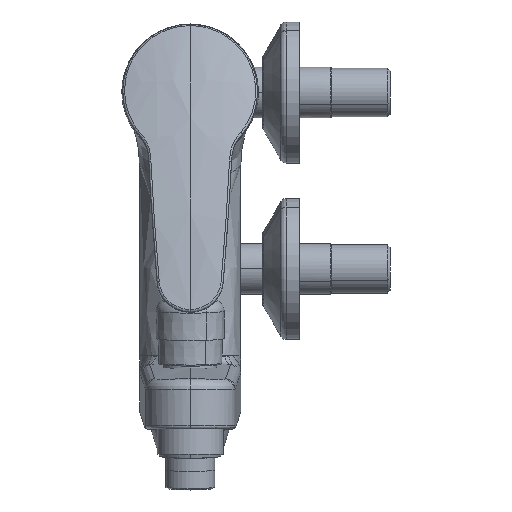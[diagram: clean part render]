
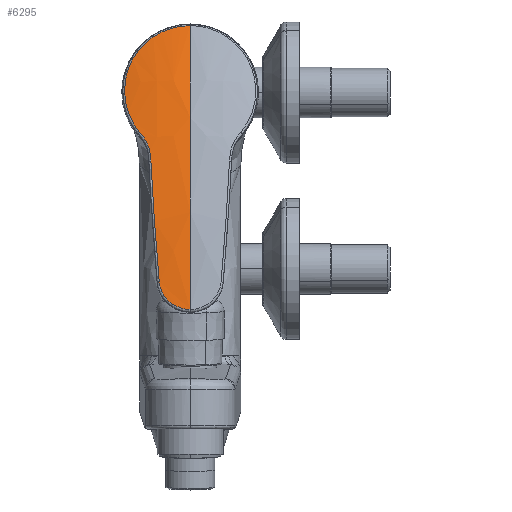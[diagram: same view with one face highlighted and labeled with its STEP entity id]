
A CAD part, top view. The second image highlights one B-rep face of the part: STEP entity #6295.
In plain terms, the highlighted free-form (B-spline) face has degree [5, 4] with [6, 5] control points.
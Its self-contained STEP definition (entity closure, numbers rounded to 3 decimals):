
#131 = CARTESIAN_POINT ( 'NONE',  ( -16.439, -34.448, 90.289 ) ) ;
#138 = VERTEX_POINT ( 'NONE', #17114 ) ;
#157 = CARTESIAN_POINT ( 'NONE',  ( 0., -18.329, 87.456 ) ) ;
#251 = CARTESIAN_POINT ( 'NONE',  ( -30., -110.602, 103.805 ) ) ;
#332 = CARTESIAN_POINT ( 'NONE',  ( -30., -48.728, 93.45 ) ) ;
#401 = CARTESIAN_POINT ( 'NONE',  ( -7.604, 11.98, 75.837 ) ) ;
#461 = EDGE_CURVE ( 'NONE', #13746, #22358, #1610, .T. ) ;
#895 = CARTESIAN_POINT ( 'NONE',  ( 0., -92.464, 104.477 ) ) ;
#977 = CARTESIAN_POINT ( 'NONE',  ( -11.119, -88.209, 103.403 ) ) ;
#1044 = CARTESIAN_POINT ( 'NONE',  ( -27.716, 5.45, 73.43 ) ) ;
#1486 = VERTEX_POINT ( 'NONE', #10062 ) ;
#1610 = B_SPLINE_CURVE_WITH_KNOTS ( 'NONE', 5,
 ( #895, #11563, #22226, #977, #13351, #2758 ),
 .UNSPECIFIED., .F., .F.,
 ( 6, 6 ),
 ( 0., 1. ),
 .UNSPECIFIED. ) ;
#1941 = CARTESIAN_POINT ( 'NONE',  ( 0., 28.22, 67.18 ) ) ;
#2113 = CARTESIAN_POINT ( 'NONE',  ( -15.155, -47.978, 96.415 ) ) ;
#2187 = CARTESIAN_POINT ( 'NONE',  ( -30., 37.915, 57.189 ) ) ;
#2269 = EDGE_CURVE ( 'NONE', #13746, #138, #9515, .T. ) ;
#2415 = CARTESIAN_POINT ( 'NONE',  ( -16.833, -26.594, 87.734 ) ) ;
#2758 = CARTESIAN_POINT ( 'NONE',  ( -13.151, -80.715, 101.87 ) ) ;
#2821 = CARTESIAN_POINT ( 'NONE',  ( -19.017, 22.385, 68.192 ) ) ;
#2929 = ORIENTED_EDGE ( 'NONE', *, *, #15933, .F. ) ;
#3813 = CARTESIAN_POINT ( 'NONE',  ( -22.602, -110.437, 105.306 ) ) ;
#3881 = CARTESIAN_POINT ( 'NONE',  ( 0., -47.828, 97.012 ) ) ;
#3952 = CARTESIAN_POINT ( 'NONE',  ( -15.235, 39.68, 60.591 ) ) ;
#4126 = CARTESIAN_POINT ( 'NONE',  ( -23.41, -14.85, 82.506 ) ) ;
#4174 = CARTESIAN_POINT ( 'NONE',  ( -17.728, -22.611, 86.283 ) ) ;
#4581 = CARTESIAN_POINT ( 'NONE',  ( -6.597, 28.215, 67.18 ) ) ;
#4767 = ORIENTED_EDGE ( 'NONE', *, *, #2269, .T. ) ;
#5276 = CARTESIAN_POINT ( 'NONE',  ( -21.46, -17.192, 83.727 ) ) ;
#5581 = CARTESIAN_POINT ( 'NONE',  ( -7.551, -110.27, 106.817 ) ) ;
#5645 = CARTESIAN_POINT ( 'NONE',  ( -22.681, -18.057, 85.901 ) ) ;
#5721 = CARTESIAN_POINT ( 'NONE',  ( 0., 40.037, 61.278 ) ) ;
#5866 = CARTESIAN_POINT ( 'NONE',  ( -16.765, -27.987, 88.193 ) ) ;
#5941 = CARTESIAN_POINT ( 'NONE',  ( -19.729, -19.153, 84.756 ) ) ;
#6054 = EDGE_CURVE ( 'NONE', #7858, #138, #8812, .T. ) ;
#6280 = CARTESIAN_POINT ( 'NONE',  ( -21.46, -17.192, 83.727 ) ) ;
#6295 = ADVANCED_FACE ( 'NONE', ( #22122 ), #20366, .F. ) ;
#7164 = CARTESIAN_POINT ( 'NONE',  ( -14.04, -70.316, 99.785 ) ) ;
#7359 = CARTESIAN_POINT ( 'NONE',  ( -30., -79.478, 100.06 ) ) ;
#7427 = CARTESIAN_POINT ( 'NONE',  ( -7.591, -17.42, 87.807 ) ) ;
#7720 = CARTESIAN_POINT ( 'NONE',  ( -21.46, -17.192, 83.727 ) ) ;
#7755 = ORIENTED_EDGE ( 'NONE', *, *, #19233, .F. ) ;
#7858 = VERTEX_POINT ( 'NONE', #5276 ) ;
#8082 = EDGE_LOOP ( 'NONE', ( #12451, #7755, #2929, #21680, #4767 ) ) ;
#8812 = B_SPLINE_CURVE_WITH_KNOTS ( 'NONE', 5,
 ( #6280, #4126, #20495, #9843, #22291, #11624, #1044, #13419, #2821, #15194, #4581, #16998 ),
 .UNSPECIFIED., .F., .F.,
 ( 6, 3, 3, 6 ),
 ( 0., 0.25, 0.5, 1. ),
 .UNSPECIFIED. ) ;
#8937 = CARTESIAN_POINT ( 'NONE',  ( -15.205, -54.824, 96.13 ) ) ;
#8962 = CARTESIAN_POINT ( 'NONE',  ( 0., -92.464, 104.477 ) ) ;
#9130 = CARTESIAN_POINT ( 'NONE',  ( -15.128, -78.988, 102.809 ) ) ;
#9204 = CARTESIAN_POINT ( 'NONE',  ( -30., 10.306, 71.872 ) ) ;
#9515 = B_SPLINE_CURVE_WITH_KNOTS ( 'NONE', 5,
 ( #8962, #21417, #10748, #157, #12539, #1941 ),
 .UNSPECIFIED., .F., .F.,
 ( 6, 6 ),
 ( 17.918, 144.319 ),
 .UNSPECIFIED. ) ;
#9843 = CARTESIAN_POINT ( 'NONE',  ( -26.257, -9.513, 79.846 ) ) ;
#10062 = CARTESIAN_POINT ( 'NONE',  ( -16.695, -29.377, 88.644 ) ) ;
#10724 = CARTESIAN_POINT ( 'NONE',  ( -16.167, -39.473, 91.833 ) ) ;
#10748 = CARTESIAN_POINT ( 'NONE',  ( 0., -42.644, 94.967 ) ) ;
#10917 = CARTESIAN_POINT ( 'NONE',  ( 0., -78.89, 103.361 ) ) ;
#10993 = CARTESIAN_POINT ( 'NONE',  ( -15.208, 11.699, 75.172 ) ) ;
#11214 = CARTESIAN_POINT ( 'NONE',  ( -16.695, -29.377, 88.644 ) ) ;
#11563 = CARTESIAN_POINT ( 'NONE',  ( -3.785, -92.462, 104.476 ) ) ;
#11624 = CARTESIAN_POINT ( 'NONE',  ( -28.081, 2.372, 74.617 ) ) ;
#12365 = CARTESIAN_POINT ( 'NONE',  ( -13.151, -80.715, 101.87 ) ) ;
#12451 = ORIENTED_EDGE ( 'NONE', *, *, #6054, .F. ) ;
#12519 = CARTESIAN_POINT ( 'NONE',  ( -16.695, -29.377, 88.644 ) ) ;
#12539 = CARTESIAN_POINT ( 'NONE',  ( 0., 5.351, 78.166 ) ) ;
#12710 = CARTESIAN_POINT ( 'NONE',  ( -22.654, -48.28, 95.221 ) ) ;
#12787 = CARTESIAN_POINT ( 'NONE',  ( 0., 11.98, 75.837 ) ) ;
#13351 = CARTESIAN_POINT ( 'NONE',  ( -12.822, -84.425, 102.583 ) ) ;
#13419 = CARTESIAN_POINT ( 'NONE',  ( -25.289, 14.526, 70.221 ) ) ;
#13746 = VERTEX_POINT ( 'NONE', #22097 ) ;
#14066 = CARTESIAN_POINT ( 'NONE',  ( -13.151, -80.715, 101.87 ) ) ;
#14220 = CARTESIAN_POINT ( 'NONE',  ( -13.608, -75.515, 100.871 ) ) ;
#14489 = CARTESIAN_POINT ( 'NONE',  ( -7.577, -47.828, 97.012 ) ) ;
#14564 = CARTESIAN_POINT ( 'NONE',  ( -22.734, 38.968, 59.218 ) ) ;
#14785 = CARTESIAN_POINT ( 'NONE',  ( -17.044, -25.248, 87.263 ) ) ;
#15194 = CARTESIAN_POINT ( 'NONE',  ( -13.192, 26.303, 67.525 ) ) ;
#15933 = EDGE_CURVE ( 'NONE', #22358, #1486, #17703, .T. ) ;
#16216 = CARTESIAN_POINT ( 'NONE',  ( -15.102, -110.326, 106.313 ) ) ;
#16292 = CARTESIAN_POINT ( 'NONE',  ( -30., -18.685, 84.02 ) ) ;
#16358 = CARTESIAN_POINT ( 'NONE',  ( -7.617, 40.037, 61.278 ) ) ;
#16585 = CARTESIAN_POINT ( 'NONE',  ( -18.976, -20.263, 85.272 ) ) ;
#16998 = CARTESIAN_POINT ( 'NONE',  ( 0., 28.22, 67.18 ) ) ;
#17114 = CARTESIAN_POINT ( 'NONE',  ( 0., 28.22, 67.18 ) ) ;
#17703 = B_SPLINE_CURVE_WITH_KNOTS ( 'NONE', 5,
 ( #12365, #14220, #7164, #19588, #8937, #21389, #10724, #131, #12519 ),
 .UNSPECIFIED., .F., .F.,
 ( 6, 3, 6 ),
 ( 0., 0.5, 1. ),
 .UNSPECIFIED. ) ;
#18011 = CARTESIAN_POINT ( 'NONE',  ( 0., -110.27, 106.817 ) ) ;
#18086 = CARTESIAN_POINT ( 'NONE',  ( -15.182, -17.632, 87.172 ) ) ;
#18384 = CARTESIAN_POINT ( 'NONE',  ( -20.626, -18.194, 84.25 ) ) ;
#19233 = EDGE_CURVE ( 'NONE', #1486, #7858, #21915, .T. ) ;
#19588 = CARTESIAN_POINT ( 'NONE',  ( -14.444, -65.157, 98.627 ) ) ;
#19783 = CARTESIAN_POINT ( 'NONE',  ( -22.628, -79.185, 101.703 ) ) ;
#19860 = CARTESIAN_POINT ( 'NONE',  ( 0., -17.42, 87.807 ) ) ;
#20366 = B_SPLINE_SURFACE_WITH_KNOTS ( 'NONE', 5, 4, ( 
 ( #251, #3813, #16216, #5581, #18011 ),
 ( #7359, #19783, #9130, #21587, #10917 ),
 ( #332, #12710, #2113, #14489, #3881 ),
 ( #16292, #5645, #18086, #7427, #19860 ),
 ( #9204, #21658, #10993, #401, #12787 ),
 ( #2187, #14564, #3952, #16358, #5721 ) ),
 .UNSPECIFIED., .F., .F., .F.,
 ( 6, 6 ),
 ( 5, 5 ),
 ( 0., 157.482 ),
 ( 126.61, 157.08 ),
 .UNSPECIFIED. ) ;
#20495 = CARTESIAN_POINT ( 'NONE',  ( -25.016, -12.276, 81.198 ) ) ;
#21389 = CARTESIAN_POINT ( 'NONE',  ( -15.859, -44.616, 93.332 ) ) ;
#21417 = CARTESIAN_POINT ( 'NONE',  ( 0., -67.414, 100.649 ) ) ;
#21587 = CARTESIAN_POINT ( 'NONE',  ( -7.564, -78.89, 103.361 ) ) ;
#21658 = CARTESIAN_POINT ( 'NONE',  ( -22.707, 11.137, 73.841 ) ) ;
#21680 = ORIENTED_EDGE ( 'NONE', *, *, #461, .F. ) ;
#21915 = B_SPLINE_CURVE_WITH_KNOTS ( 'NONE', 5,
 ( #11214, #5866, #2415, #14785, #4174, #16585, #5941, #18384, #7720 ),
 .UNSPECIFIED., .F., .F.,
 ( 6, 3, 6 ),
 ( 0., 0.5, 1. ),
 .UNSPECIFIED. ) ;
#22097 = CARTESIAN_POINT ( 'NONE',  ( 0., -92.464, 104.477 ) ) ;
#22122 = FACE_OUTER_BOUND ( 'NONE', #8082, .T. ) ;
#22226 = CARTESIAN_POINT ( 'NONE',  ( -7.782, -91.157, 104.154 ) ) ;
#22291 = CARTESIAN_POINT ( 'NONE',  ( -27.973, -3.729, 77.15 ) ) ;
#22358 = VERTEX_POINT ( 'NONE', #14066 ) ;
